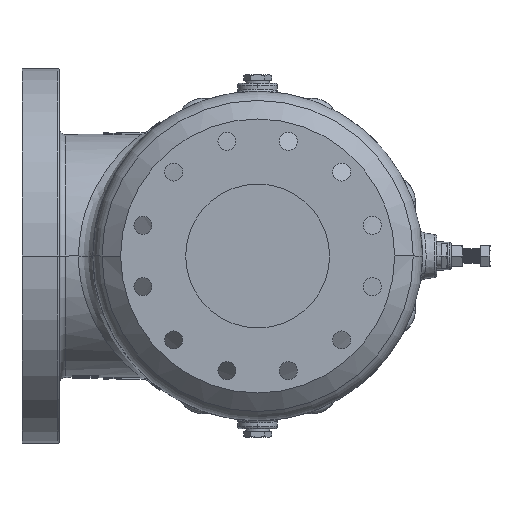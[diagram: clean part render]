
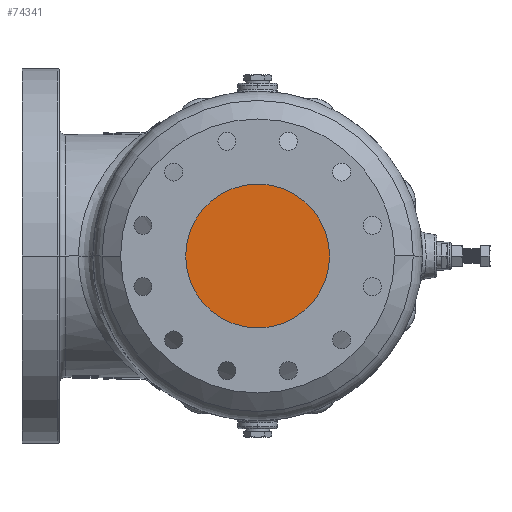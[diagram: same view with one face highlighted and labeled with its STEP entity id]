
A CAD part, left-side view. The second image highlights one B-rep face of the part: STEP entity #74341.
In plain terms, the highlighted planar face has unit normal (-1, 0, 0).
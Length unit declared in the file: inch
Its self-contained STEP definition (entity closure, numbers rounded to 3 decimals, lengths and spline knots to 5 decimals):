
#2827 = DIRECTION ( 'NONE',  ( 0., -1., 0. ) ) ;
#3408 = DIRECTION ( 'NONE',  ( 0., -1., 0. ) ) ;
#14080 = EDGE_CURVE ( 'NONE', #17134, #36335, #97339, .T. ) ;
#17134 = VERTEX_POINT ( 'NONE', #22094 ) ;
#22094 = CARTESIAN_POINT ( 'NONE',  ( -17.28347, -3.93701, 0. ) ) ;
#23633 = DIRECTION ( 'NONE',  ( -1., 0., 0. ) ) ;
#25966 = EDGE_CURVE ( 'NONE', #36335, #17134, #95769, .T. ) ;
#31092 = AXIS2_PLACEMENT_3D ( 'NONE', #115791, #59594, #3408 ) ;
#36335 = VERTEX_POINT ( 'NONE', #60275 ) ;
#44192 = AXIS2_PLACEMENT_3D ( 'NONE', #79771, #23633, #89209 ) ;
#55458 = AXIS2_PLACEMENT_3D ( 'NONE', #115167, #58976, #2827 ) ;
#58976 = DIRECTION ( 'NONE',  ( -1., 0., 0. ) ) ;
#59594 = DIRECTION ( 'NONE',  ( -1., 0., 0. ) ) ;
#60275 = CARTESIAN_POINT ( 'NONE',  ( -17.28347, 3.93701, 0. ) ) ;
#64707 = FACE_OUTER_BOUND ( 'NONE', #115078, .T. ) ;
#66479 = ORIENTED_EDGE ( 'NONE', *, *, #14080, .T. ) ;
#74341 = ADVANCED_FACE ( 'NONE', ( #64707 ), #98186, .T. ) ;
#79771 = CARTESIAN_POINT ( 'NONE',  ( -17.28347, 0., 0. ) ) ;
#81483 = ORIENTED_EDGE ( 'NONE', *, *, #25966, .T. ) ;
#89209 = DIRECTION ( 'NONE',  ( 0., -1., 0. ) ) ;
#95769 = CIRCLE ( 'NONE', #55458, 3.93701 ) ;
#97339 = CIRCLE ( 'NONE', #31092, 3.93701 ) ;
#98186 = PLANE ( 'NONE',  #44192 ) ;
#115078 = EDGE_LOOP ( 'NONE', ( #66479, #81483 ) ) ;
#115167 = CARTESIAN_POINT ( 'NONE',  ( -17.28347, 0., 0. ) ) ;
#115791 = CARTESIAN_POINT ( 'NONE',  ( -17.28347, 0., 0. ) ) ;
